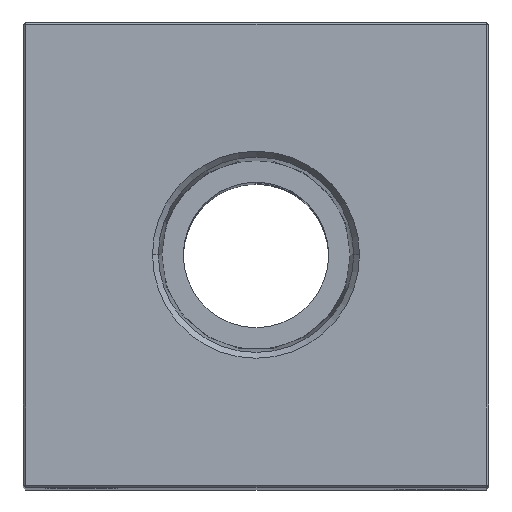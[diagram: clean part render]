
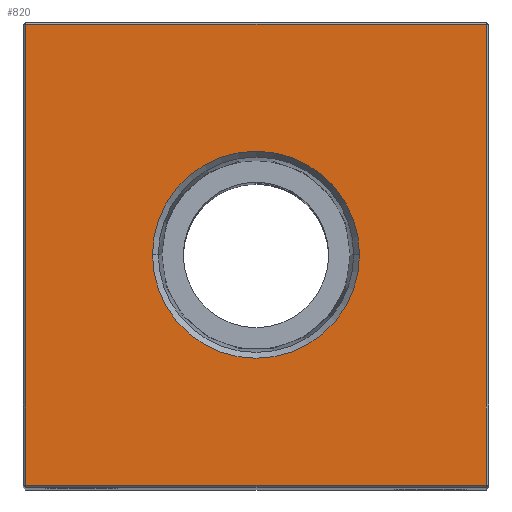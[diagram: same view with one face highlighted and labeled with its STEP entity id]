
A CAD part, top view. The second image highlights one B-rep face of the part: STEP entity #820.
In plain terms, the highlighted planar face has unit normal (0, 0, 1).
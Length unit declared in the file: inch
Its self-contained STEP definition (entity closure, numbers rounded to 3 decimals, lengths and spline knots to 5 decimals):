
#748 = DIRECTION ( 'NONE',  ( 0., 1., 0. ) ) ;
#820 = ADVANCED_FACE ( 'NONE', ( #30184, #6599 ), #17068, .F. ) ;
#1375 = CARTESIAN_POINT ( 'NONE',  ( -0.99, -0.99, 6.25 ) ) ;
#2714 = CARTESIAN_POINT ( 'NONE',  ( -0.99, 0.99, 6.25 ) ) ;
#3921 = CARTESIAN_POINT ( 'NONE',  ( 0.44487, 0., 6.25 ) ) ;
#4024 = VERTEX_POINT ( 'NONE', #24140 ) ;
#4534 = LINE ( 'NONE', #14932, #19505 ) ;
#6041 = CIRCLE ( 'NONE', #25302, 0.44487 ) ;
#6107 = CARTESIAN_POINT ( 'NONE',  ( 0.99, -0.99, 6.25 ) ) ;
#6599 = FACE_BOUND ( 'NONE', #21579, .T. ) ;
#6925 = VERTEX_POINT ( 'NONE', #6107 ) ;
#6934 = DIRECTION ( 'NONE',  ( -1., 0., 0. ) ) ;
#7810 = VECTOR ( 'NONE', #748, 39.37008 ) ;
#8131 = VECTOR ( 'NONE', #32706, 39.37008 ) ;
#8826 = AXIS2_PLACEMENT_3D ( 'NONE', #20037, #30523, #6934 ) ;
#8883 = VECTOR ( 'NONE', #32855, 39.37008 ) ;
#9353 = ORIENTED_EDGE ( 'NONE', *, *, #10618, .F. ) ;
#9505 = EDGE_CURVE ( 'NONE', #15085, #6925, #4534, .T. ) ;
#9952 = CARTESIAN_POINT ( 'NONE',  ( 0., 0., 6.25 ) ) ;
#10322 = DIRECTION ( 'NONE',  ( 0., 0., 1. ) ) ;
#10383 = CARTESIAN_POINT ( 'NONE',  ( -0.44487, 0., 6.25 ) ) ;
#10618 = EDGE_CURVE ( 'NONE', #27321, #21319, #6041, .T. ) ;
#11641 = LINE ( 'NONE', #22222, #8131 ) ;
#11801 = LINE ( 'NONE', #22390, #8883 ) ;
#12406 = CIRCLE ( 'NONE', #31724, 0.44487 ) ;
#12550 = ORIENTED_EDGE ( 'NONE', *, *, #29703, .T. ) ;
#12709 = ORIENTED_EDGE ( 'NONE', *, *, #21796, .T. ) ;
#13555 = EDGE_LOOP ( 'NONE', ( #33492, #20437, #12550, #12709 ) ) ;
#13626 = LINE ( 'NONE', #24235, #7810 ) ;
#14932 = CARTESIAN_POINT ( 'NONE',  ( 0., -0.99, 6.25 ) ) ;
#15085 = VERTEX_POINT ( 'NONE', #1375 ) ;
#17068 = PLANE ( 'NONE',  #8826 ) ;
#19505 = VECTOR ( 'NONE', #25519, 39.37008 ) ;
#20037 = CARTESIAN_POINT ( 'NONE',  ( 0., 0., 6.25 ) ) ;
#20437 = ORIENTED_EDGE ( 'NONE', *, *, #9505, .T. ) ;
#20498 = DIRECTION ( 'NONE',  ( 0., 0., 1. ) ) ;
#20888 = DIRECTION ( 'NONE',  ( 1., 0., 0. ) ) ;
#21319 = VERTEX_POINT ( 'NONE', #10383 ) ;
#21579 = EDGE_LOOP ( 'NONE', ( #9353, #30370 ) ) ;
#21796 = EDGE_CURVE ( 'NONE', #4024, #23111, #11641, .T. ) ;
#22222 = CARTESIAN_POINT ( 'NONE',  ( 0., 0.99, 6.25 ) ) ;
#22390 = CARTESIAN_POINT ( 'NONE',  ( -0.99, 0., 6.25 ) ) ;
#23111 = VERTEX_POINT ( 'NONE', #2714 ) ;
#23842 = EDGE_CURVE ( 'NONE', #21319, #27321, #12406, .T. ) ;
#24140 = CARTESIAN_POINT ( 'NONE',  ( 0.99, 0.99, 6.25 ) ) ;
#24235 = CARTESIAN_POINT ( 'NONE',  ( 0.99, 0., 6.25 ) ) ;
#25302 = AXIS2_PLACEMENT_3D ( 'NONE', #9952, #20498, #30966 ) ;
#25519 = DIRECTION ( 'NONE',  ( 1., 0., 0. ) ) ;
#27321 = VERTEX_POINT ( 'NONE', #3921 ) ;
#29703 = EDGE_CURVE ( 'NONE', #6925, #4024, #13626, .T. ) ;
#30184 = FACE_OUTER_BOUND ( 'NONE', #13555, .T. ) ;
#30370 = ORIENTED_EDGE ( 'NONE', *, *, #23842, .F. ) ;
#30523 = DIRECTION ( 'NONE',  ( 0., 0., -1. ) ) ;
#30828 = EDGE_CURVE ( 'NONE', #23111, #15085, #11801, .T. ) ;
#30966 = DIRECTION ( 'NONE',  ( 1., 0., 0. ) ) ;
#31724 = AXIS2_PLACEMENT_3D ( 'NONE', #33931, #10322, #20888 ) ;
#32706 = DIRECTION ( 'NONE',  ( -1., 0., 0. ) ) ;
#32855 = DIRECTION ( 'NONE',  ( 0., -1., 0. ) ) ;
#33492 = ORIENTED_EDGE ( 'NONE', *, *, #30828, .T. ) ;
#33931 = CARTESIAN_POINT ( 'NONE',  ( 0., 0., 6.25 ) ) ;
